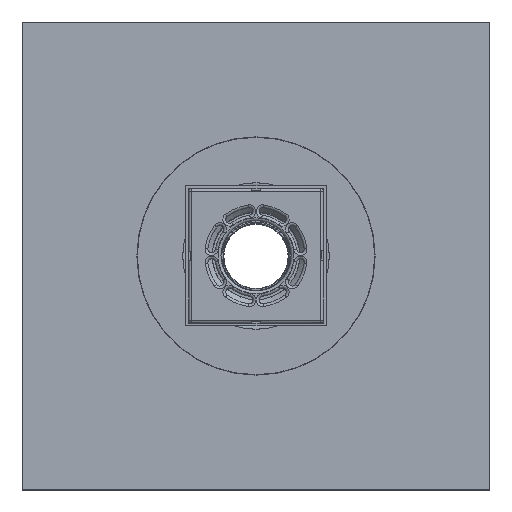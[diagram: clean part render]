
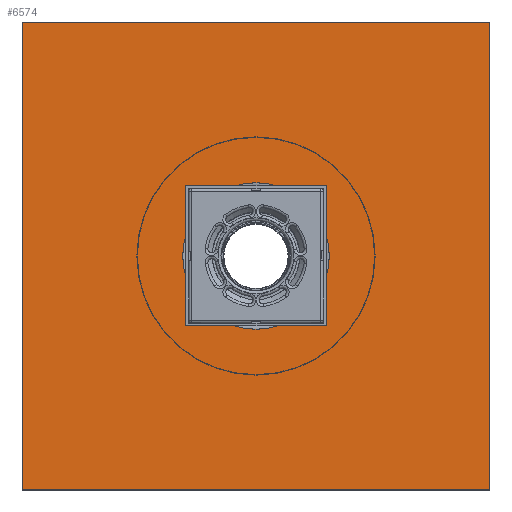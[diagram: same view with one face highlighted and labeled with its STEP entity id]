
A CAD part, top view. The second image highlights one B-rep face of the part: STEP entity #6574.
In plain terms, the highlighted planar face has unit normal (0, 0, 1).
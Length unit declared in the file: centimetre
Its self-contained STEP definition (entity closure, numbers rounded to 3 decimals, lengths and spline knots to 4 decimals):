
#475=FACE_BOUND('',#1088,.T.);
#594=FACE_OUTER_BOUND('',#1087,.T.);
#1087=EDGE_LOOP('',(#4297,#4298,#4299,#4300));
#1088=EDGE_LOOP('',(#4301));
#1658=CIRCLE('',#7926,78.2516);
#2288=VERTEX_POINT('',#11805);
#2290=VERTEX_POINT('',#11809);
#2291=VERTEX_POINT('',#11813);
#2293=VERTEX_POINT('',#11816);
#2312=VERTEX_POINT('',#11884);
#3026=EDGE_CURVE('',#2288,#2290,#7051,.T.);
#3028=EDGE_CURVE('',#2293,#2291,#7053,.T.);
#3031=EDGE_CURVE('',#2290,#2293,#7056,.T.);
#3034=EDGE_CURVE('',#2288,#2291,#7059,.T.);
#3062=EDGE_CURVE('',#2312,#2312,#1658,.T.);
#4297=ORIENTED_EDGE('',*,*,#3034,.F.);
#4298=ORIENTED_EDGE('',*,*,#3026,.T.);
#4299=ORIENTED_EDGE('',*,*,#3031,.T.);
#4300=ORIENTED_EDGE('',*,*,#3028,.T.);
#4301=ORIENTED_EDGE('',*,*,#3062,.T.);
#6390=PLANE('',#7929);
#6574=ADVANCED_FACE('',(#594,#475),#6390,.T.);
#7051=LINE('',#11811,#7439);
#7053=LINE('',#11817,#7441);
#7056=LINE('',#11822,#7444);
#7059=LINE('',#11826,#7447);
#7439=VECTOR('',#9144,1.);
#7441=VECTOR('',#9148,1.);
#7444=VECTOR('',#9153,1.);
#7447=VECTOR('',#9158,1.);
#7926=AXIS2_PLACEMENT_3D('',#11885,#9232,#9233);
#7929=AXIS2_PLACEMENT_3D('',#11888,#9238,#9239);
#9144=DIRECTION('',(1.,0.,0.));
#9148=DIRECTION('',(-1.,0.,0.));
#9153=DIRECTION('',(0.,1.,0.));
#9158=DIRECTION('',(0.,1.,0.));
#9232=DIRECTION('center_axis',(0.,0.,-1.));
#9233=DIRECTION('ref_axis',(1.,0.,0.));
#9238=DIRECTION('center_axis',(0.,0.,1.));
#9239=DIRECTION('ref_axis',(0.,1.,0.));
#11805=CARTESIAN_POINT('',(-250.,-250.,251.5));
#11809=CARTESIAN_POINT('',(250.,-250.,251.5));
#11811=CARTESIAN_POINT('',(0.,-250.,251.5));
#11813=CARTESIAN_POINT('',(-250.,250.,251.5));
#11816=CARTESIAN_POINT('',(250.,250.,251.5));
#11817=CARTESIAN_POINT('',(0.,250.,251.5));
#11822=CARTESIAN_POINT('',(250.,0.,251.5));
#11826=CARTESIAN_POINT('',(-250.,0.,251.5));
#11884=CARTESIAN_POINT('',(0.,-78.2516,251.5));
#11885=CARTESIAN_POINT('Origin',(0.,0.,251.5));
#11888=CARTESIAN_POINT('Origin',(0.,0.,251.5));
